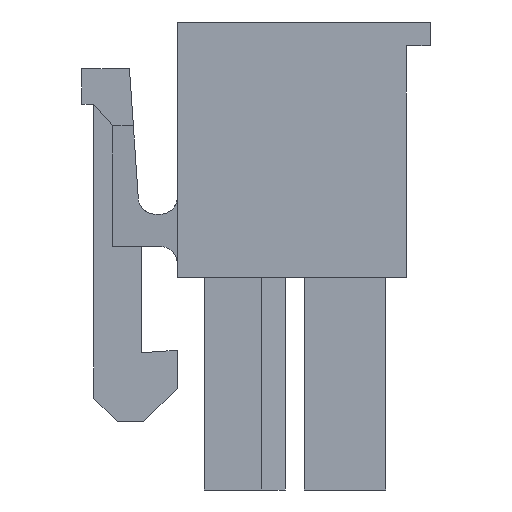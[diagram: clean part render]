
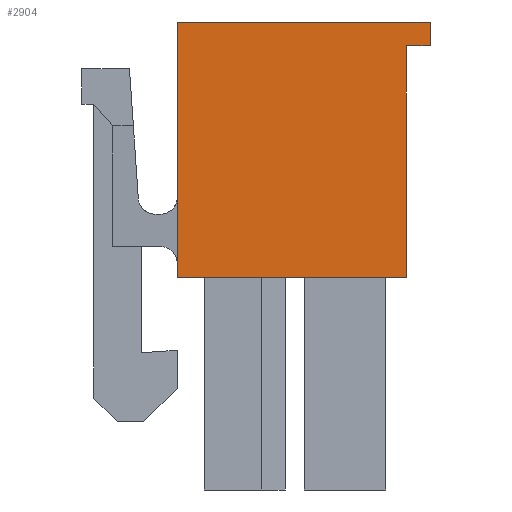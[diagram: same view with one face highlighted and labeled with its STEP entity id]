
A CAD part, left-side view. The second image highlights one B-rep face of the part: STEP entity #2904.
In plain terms, the highlighted planar face has unit normal (-1, 0, 0).
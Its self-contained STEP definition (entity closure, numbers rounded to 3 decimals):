
#327=ORIENTED_EDGE('',*,*,#1098,.T.);
#328=ORIENTED_EDGE('',*,*,#1123,.F.);
#329=ORIENTED_EDGE('',*,*,#1124,.F.);
#330=ORIENTED_EDGE('',*,*,#946,.T.);
#331=ORIENTED_EDGE('',*,*,#1107,.T.);
#332=ORIENTED_EDGE('',*,*,#1119,.T.);
#946=EDGE_CURVE('',#1356,#1357,#1628,.T.);
#1098=EDGE_CURVE('',#1482,#1480,#1770,.T.);
#1107=EDGE_CURVE('',#1357,#1487,#1779,.T.);
#1119=EDGE_CURVE('',#1487,#1482,#1791,.T.);
#1123=EDGE_CURVE('',#1499,#1480,#1795,.T.);
#1124=EDGE_CURVE('',#1356,#1499,#1796,.T.);
#1356=VERTEX_POINT('',#4095);
#1357=VERTEX_POINT('',#4096);
#1480=VERTEX_POINT('',#4402);
#1482=VERTEX_POINT('',#4405);
#1487=VERTEX_POINT('',#4419);
#1499=VERTEX_POINT('',#4451);
#1628=LINE('',#4094,#2034);
#1770=LINE('',#4404,#2176);
#1779=LINE('',#4420,#2185);
#1791=LINE('',#4443,#2197);
#1795=LINE('',#4450,#2201);
#1796=LINE('',#4452,#2202);
#2034=VECTOR('',#3297,1000.);
#2176=VECTOR('',#3523,1000.);
#2185=VECTOR('',#3534,1000.);
#2197=VECTOR('',#3548,1000.);
#2201=VECTOR('',#3556,1000.);
#2202=VECTOR('',#3557,1000.);
#2427=EDGE_LOOP('',(#327,#328,#329,#330,#331,#332));
#2593=FACE_BOUND('',#2427,.T.);
#2747=PLANE('',#3087);
#2904=ADVANCED_FACE('',(#2593),#2747,.T.);
#3087=AXIS2_PLACEMENT_3D('',#4449,#3554,#3555);
#3297=DIRECTION('',(0.,1.,0.));
#3523=DIRECTION('',(0.,0.,1.));
#3534=DIRECTION('',(0.,0.,-1.));
#3548=DIRECTION('',(0.,-1.,0.));
#3554=DIRECTION('',(-1.,0.,0.));
#3555=DIRECTION('',(0.,0.,1.));
#3556=DIRECTION('',(0.,1.,0.));
#3557=DIRECTION('',(0.,0.,-1.));
#4094=CARTESIAN_POINT('',(-2.7,-4.8,5.35));
#4095=CARTESIAN_POINT('',(-2.7,-5.8,5.35));
#4096=CARTESIAN_POINT('',(-2.7,4.8,5.35));
#4402=CARTESIAN_POINT('',(-2.7,-4.8,4.35));
#4404=CARTESIAN_POINT('',(-2.7,-4.8,-5.35));
#4405=CARTESIAN_POINT('',(-2.7,-4.8,-5.35));
#4419=CARTESIAN_POINT('',(-2.7,4.8,-5.35));
#4420=CARTESIAN_POINT('',(-2.7,4.8,5.35));
#4443=CARTESIAN_POINT('',(-2.7,4.8,-5.35));
#4449=CARTESIAN_POINT('',(-2.7,0.,0.));
#4450=CARTESIAN_POINT('',(-2.7,-5.8,4.35));
#4451=CARTESIAN_POINT('',(-2.7,-5.8,4.35));
#4452=CARTESIAN_POINT('',(-2.7,-5.8,5.35));
